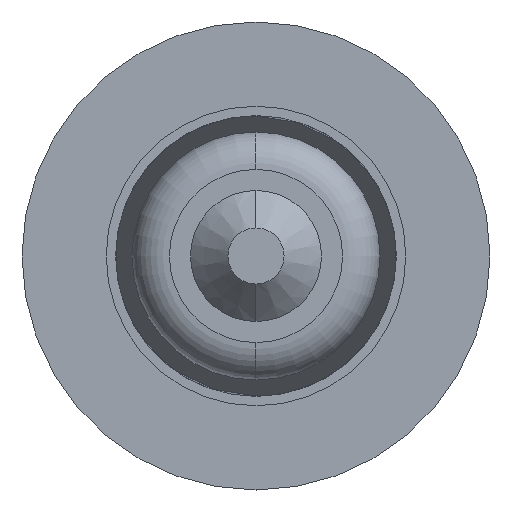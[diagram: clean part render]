
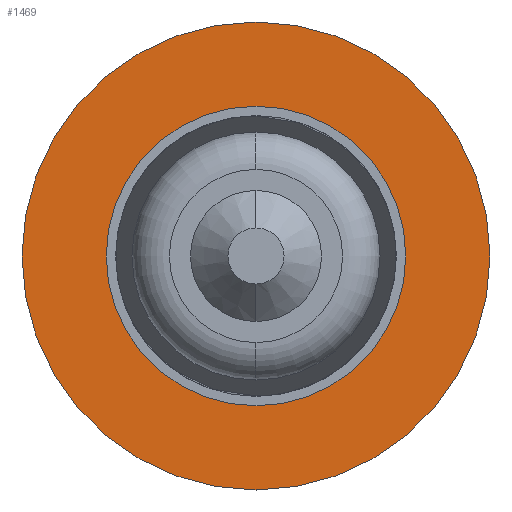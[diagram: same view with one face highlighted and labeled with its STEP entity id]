
A CAD part, front view. The second image highlights one B-rep face of the part: STEP entity #1469.
In plain terms, the highlighted planar face has unit normal (0, -1, 0).
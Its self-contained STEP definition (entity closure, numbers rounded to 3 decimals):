
#99 = DIRECTION ( 'NONE',  ( 0., 0., -1. ) ) ;
#115 = EDGE_CURVE ( 'NONE', #589, #858, #343, .T. ) ;
#130 = AXIS2_PLACEMENT_3D ( 'NONE', #168, #558, #157 ) ;
#157 = DIRECTION ( 'NONE',  ( 0., 0., 1. ) ) ;
#168 = CARTESIAN_POINT ( 'NONE',  ( 0., 0., 0. ) ) ;
#179 = ORIENTED_EDGE ( 'NONE', *, *, #474, .F. ) ;
#189 = DIRECTION ( 'NONE',  ( 0., 0., 1. ) ) ;
#220 = CIRCLE ( 'NONE', #130, 2.5 ) ;
#226 = DIRECTION ( 'NONE',  ( 0., 1., 0. ) ) ;
#256 = CIRCLE ( 'NONE', #523, 2.5 ) ;
#286 = VERTEX_POINT ( 'NONE', #776 ) ;
#320 = EDGE_LOOP ( 'NONE', ( #719, #449 ) ) ;
#323 = AXIS2_PLACEMENT_3D ( 'NONE', #1631, #345, #99 ) ;
#330 = AXIS2_PLACEMENT_3D ( 'NONE', #814, #793, #189 ) ;
#343 = CIRCLE ( 'NONE', #1437, 0.85 ) ;
#345 = DIRECTION ( 'NONE',  ( 0., -1., 0. ) ) ;
#387 = CARTESIAN_POINT ( 'NONE',  ( 0., 0., 0.85 ) ) ;
#449 = ORIENTED_EDGE ( 'NONE', *, *, #636, .F. ) ;
#474 = EDGE_CURVE ( 'NONE', #1640, #286, #220, .T. ) ;
#489 = DIRECTION ( 'NONE',  ( 0., 0., 1. ) ) ;
#523 = AXIS2_PLACEMENT_3D ( 'NONE', #855, #226, #489 ) ;
#558 = DIRECTION ( 'NONE',  ( 0., 1., 0. ) ) ;
#579 = CIRCLE ( 'NONE', #323, 0.85 ) ;
#589 = VERTEX_POINT ( 'NONE', #1450 ) ;
#636 = EDGE_CURVE ( 'NONE', #858, #589, #579, .T. ) ;
#705 = EDGE_CURVE ( 'NONE', #286, #1640, #256, .T. ) ;
#719 = ORIENTED_EDGE ( 'NONE', *, *, #115, .F. ) ;
#776 = CARTESIAN_POINT ( 'NONE',  ( 0., 0., -2.5 ) ) ;
#780 = FACE_OUTER_BOUND ( 'NONE', #1615, .T. ) ;
#793 = DIRECTION ( 'NONE',  ( 0., 1., 0. ) ) ;
#814 = CARTESIAN_POINT ( 'NONE',  ( 0., 0., 0. ) ) ;
#847 = DIRECTION ( 'NONE',  ( 0., 0., -1. ) ) ;
#855 = CARTESIAN_POINT ( 'NONE',  ( 0., 0., 0. ) ) ;
#858 = VERTEX_POINT ( 'NONE', #387 ) ;
#867 = FACE_BOUND ( 'NONE', #320, .T. ) ;
#1113 = ORIENTED_EDGE ( 'NONE', *, *, #705, .F. ) ;
#1194 = PLANE ( 'NONE',  #330 ) ;
#1314 = CARTESIAN_POINT ( 'NONE',  ( 0., 0., 2.5 ) ) ;
#1437 = AXIS2_PLACEMENT_3D ( 'NONE', #1483, #1608, #847 ) ;
#1450 = CARTESIAN_POINT ( 'NONE',  ( 0., 0., -0.85 ) ) ;
#1469 = ADVANCED_FACE ( 'NONE', ( #867, #780 ), #1194, .F. ) ;
#1483 = CARTESIAN_POINT ( 'NONE',  ( 0., 0., 0. ) ) ;
#1608 = DIRECTION ( 'NONE',  ( 0., -1., 0. ) ) ;
#1615 = EDGE_LOOP ( 'NONE', ( #1113, #179 ) ) ;
#1631 = CARTESIAN_POINT ( 'NONE',  ( 0., 0., 0. ) ) ;
#1640 = VERTEX_POINT ( 'NONE', #1314 ) ;
